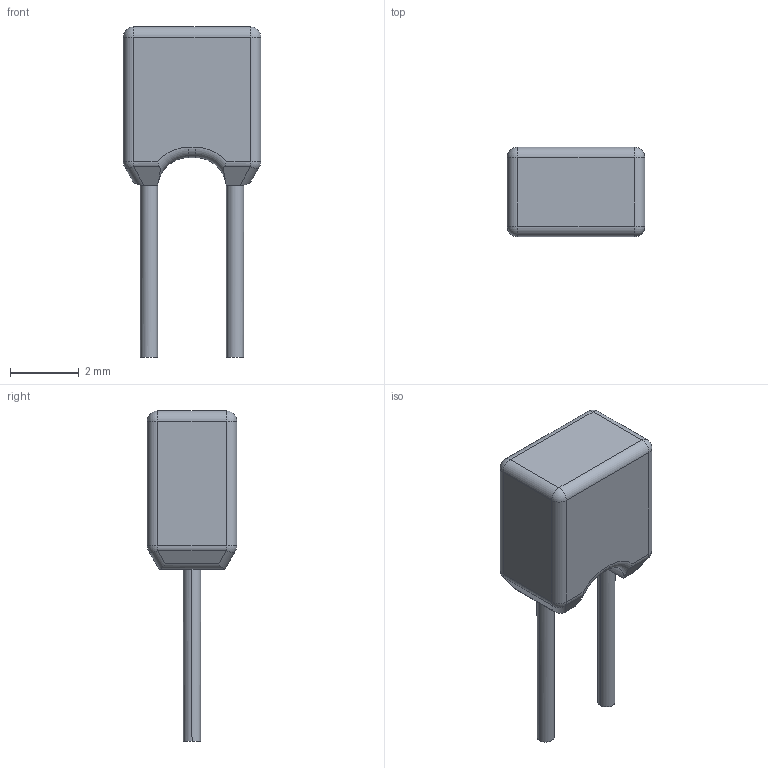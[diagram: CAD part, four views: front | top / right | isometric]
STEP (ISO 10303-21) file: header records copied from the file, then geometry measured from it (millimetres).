
FILE_DESCRIPTION (( 'STEP AP214' ), '1' );
FILE_NAME ('RCL-TH_L4.0-W2.6-LS2.5.step', '2022-08-04T05:58:57', ( '' ), ( '' ), 'SwSTEP 2.0', 'SolidWorks 2020', '' );
FILE_SCHEMA (( 'AUTOMOTIVE_DESIGN' ));
Length unit declared in the file: millimetre
Products named in the file (1): RCL-TH_L4.0-W2.6-LS2.5
Bounding box: 4 x 2.6 x 9.6 mm (x, y, z)
Volume: 45 mm3; surface area: 89.5 mm2
Topology: 14 solids, 14 shells, 346 faces, 912 edges, 592 vertices
Faces by surface type: plane 194, bspline 112, cylinder 28, sphere 8, torus 4
Entity records: 15106 total; most frequent: CARTESIAN_POINT 4052, ORIENTED_EDGE 1808, DIRECTION 1169, EDGE_CURVE 904, LINE 601, VECTOR 601, VERTEX_POINT 592, EDGE_LOOP 364
